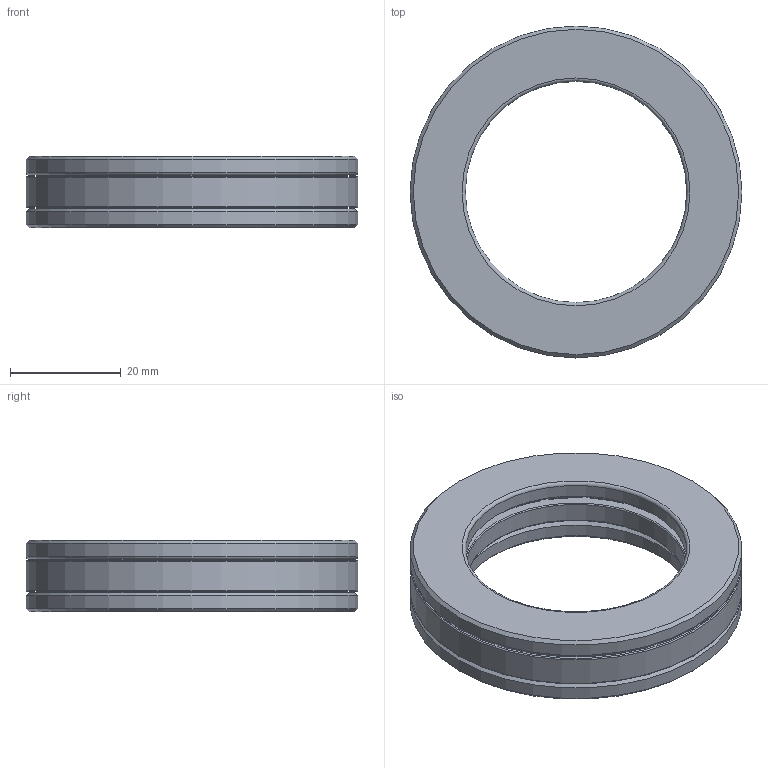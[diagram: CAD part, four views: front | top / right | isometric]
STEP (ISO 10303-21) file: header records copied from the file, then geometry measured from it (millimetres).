
FILE_DESCRIPTION(/* description */ (''),/* implementation_level */ '2;1');
FILE_NAME(/* name */ '4300N17_Cylindrical-Roller Thrust Bearing.step',/* time_stamp */ '2023-12-15T18:05:01+05:30',/* author */ (''),/* organization */ (''),/* preprocessor_version */ 'ST-DEVELOPER v20',/* originating_system */ 'Autodesk Translation Framework v12.14.0.127',/* authorisation */ '');
FILE_SCHEMA (('AUTOMOTIVE_DESIGN { 1 0 10303 214 3 1 1 }'));
Length unit declared in the file: millimetre
Products named in the file (1): 4300N17_Cylindrical-Roller Thrust Bearing
Bounding box: 60 x 60 x 13 mm (x, y, z)
Volume: 17460.8 mm3; surface area: 15938.5 mm2
Topology: 21 solids, 21 shells, 605 faces, 1452 edges, 801 vertices
Faces by surface type: torus 188, cylinder 187, bspline 144, plane 80, cone 6
Full cylindrical faces by diameter (mm): 6 x18, 40 x2, 42 x1, 56 x1, 60 x3
Entity records: 19941 total; most frequent: CARTESIAN_POINT 6438, DIRECTION 3065, ORIENTED_EDGE 2760, EDGE_CURVE 1380, AXIS2_PLACEMENT_3D 1373, VERTEX_POINT 801, CIRCLE 749, EDGE_LOOP 631
